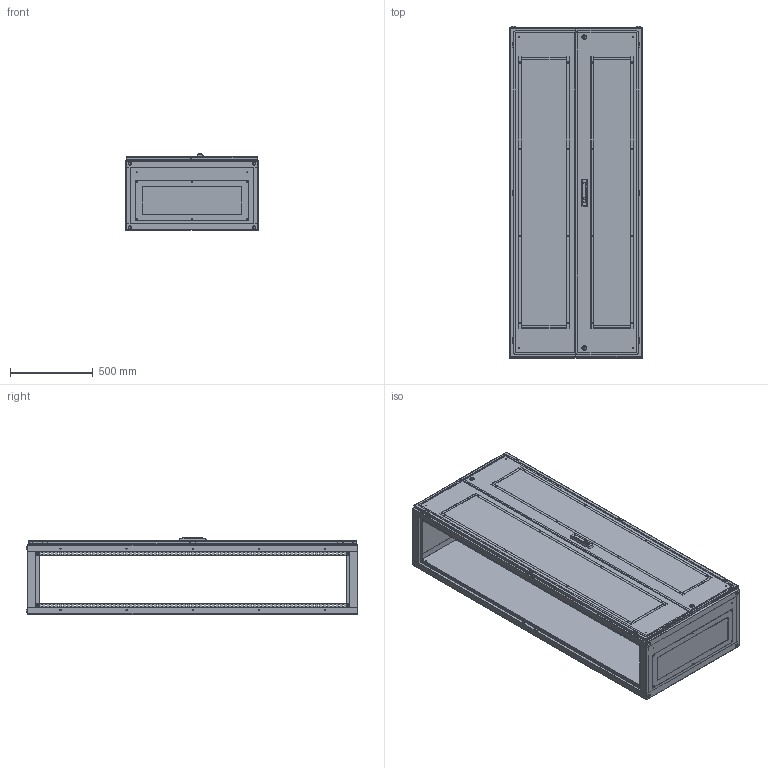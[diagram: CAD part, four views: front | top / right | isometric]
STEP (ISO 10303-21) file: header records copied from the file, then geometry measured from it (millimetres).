
FILE_DESCRIPTION (( 'STEP AP214' ), '1' );
FILE_NAME ('YKM50-2000-800-450-2D-54 SMART Êîðïóñ ìåòàë. ñáîðíûé ÂÐÓ 2000õ800õ450-2Ä IP54 IEK.STEP', '2024-04-09T14:13:36', ( '' ), ( '' ), 'SwSTEP 2.0', 'SolidWorks 2022', '' );
FILE_SCHEMA (( 'AUTOMOTIVE_DESIGN' ));
Length unit declared in the file: millimetre
Products named in the file (4): Дверь для ВРУ 2000х800 IP54 Правая; YKM50-2000-800-450-2D-54 SMART Корпус метал. сборный ВРУ 2000х800х450-2Д IP54 IEK; Дверь для ВРУ 2000х800 IP54 Левая; Каркас ВРУ 2000х800х450-2Д IP54
Assembly tree (3 placements, depth 2):
  YKM50-2000-800-450-2D-54 SMART Корпус метал. сборный ВРУ 2000х800х450-2Д IP54 IEK
    Каркас ВРУ 2000х800х450-2Д IP54
    Дверь для ВРУ 2000х800 IP54 Левая
    Дверь для ВРУ 2000х800 IP54 Правая
Bounding box: 800 x 2009.5 x 462.4 mm (x, y, z)
Volume: 10117777.5 mm3; surface area: 12755362.1 mm2
Topology: 65 solids, 73 shells, 5070 faces, 13759 edges, 8882 vertices
Faces by surface type: plane 2758, cylinder 1850, cone 272, sphere 78, torus 64, bspline 48
Entity records: 170685 total; most frequent: CARTESIAN_POINT 35613, ORIENTED_EDGE 27362, DIRECTION 27023, EDGE_CURVE 13681, AXIS2_PLACEMENT_3D 9128, VERTEX_POINT 8882, VECTOR 8767, LINE 8767
